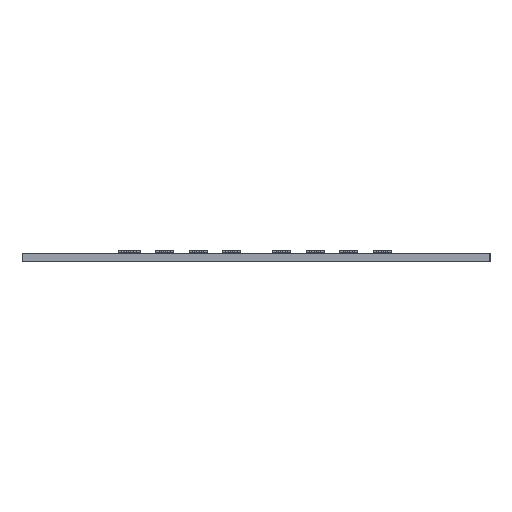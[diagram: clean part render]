
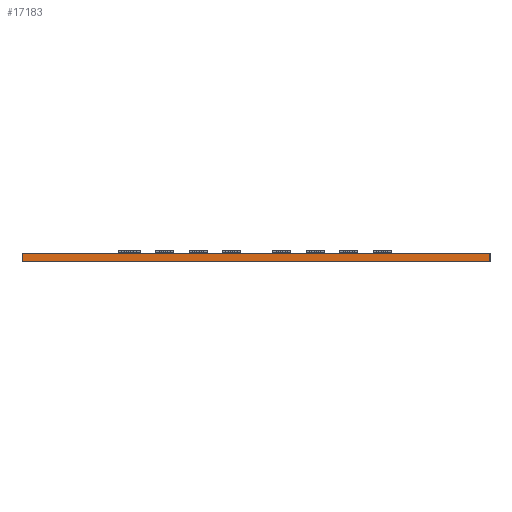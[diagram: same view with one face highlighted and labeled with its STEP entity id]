
A CAD part, left-side view. The second image highlights one B-rep face of the part: STEP entity #17183.
In plain terms, the highlighted planar face has unit normal (-1, 0, 0).
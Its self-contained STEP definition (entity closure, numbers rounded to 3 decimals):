
#17067 = EDGE_CURVE('',#17068,#17070,#17072,.T.);
#17068 = VERTEX_POINT('',#17069);
#17069 = CARTESIAN_POINT('',(128.76,-25.44,0.));
#17070 = VERTEX_POINT('',#17071);
#17071 = CARTESIAN_POINT('',(128.76,-25.44,1.6));
#17072 = SURFACE_CURVE('',#17073,(#17077,#17089),.PCURVE_S1.);
#17073 = LINE('',#17074,#17075);
#17074 = CARTESIAN_POINT('',(128.76,-25.44,0.));
#17075 = VECTOR('',#17076,1.);
#17076 = DIRECTION('',(0.,0.,1.));
#17077 = PCURVE('',#17078,#17083);
#17078 = PLANE('',#17079);
#17079 = AXIS2_PLACEMENT_3D('',#17080,#17081,#17082);
#17080 = CARTESIAN_POINT('',(128.76,-25.44,0.));
#17081 = DIRECTION('',(0.,1.,0.));
#17082 = DIRECTION('',(1.,0.,0.));
#17083 = DEFINITIONAL_REPRESENTATION('',(#17084),#17088);
#17084 = LINE('',#17085,#17086);
#17085 = CARTESIAN_POINT('',(0.,0.));
#17086 = VECTOR('',#17087,1.);
#17087 = DIRECTION('',(0.,-1.));
#17088 = ( GEOMETRIC_REPRESENTATION_CONTEXT(2) 
PARAMETRIC_REPRESENTATION_CONTEXT() REPRESENTATION_CONTEXT('2D SPACE',''
  ) );
#17089 = PCURVE('',#17090,#17095);
#17090 = PLANE('',#17091);
#17091 = AXIS2_PLACEMENT_3D('',#17092,#17093,#17094);
#17092 = CARTESIAN_POINT('',(128.76,-109.32,0.));
#17093 = DIRECTION('',(-1.,0.,0.));
#17094 = DIRECTION('',(0.,1.,0.));
#17095 = DEFINITIONAL_REPRESENTATION('',(#17096),#17100);
#17096 = LINE('',#17097,#17098);
#17097 = CARTESIAN_POINT('',(83.88,0.));
#17098 = VECTOR('',#17099,1.);
#17099 = DIRECTION('',(0.,-1.));
#17100 = ( GEOMETRIC_REPRESENTATION_CONTEXT(2) 
PARAMETRIC_REPRESENTATION_CONTEXT() REPRESENTATION_CONTEXT('2D SPACE',''
  ) );
#17118 = PLANE('',#17119);
#17119 = AXIS2_PLACEMENT_3D('',#17120,#17121,#17122);
#17120 = CARTESIAN_POINT('',(172.38,-67.38,1.6));
#17121 = DIRECTION('',(0.,0.,-1.));
#17122 = DIRECTION('',(-1.,0.,0.));
#17172 = PLANE('',#17173);
#17173 = AXIS2_PLACEMENT_3D('',#17174,#17175,#17176);
#17174 = CARTESIAN_POINT('',(172.38,-67.38,0.));
#17175 = DIRECTION('',(0.,0.,-1.));
#17176 = DIRECTION('',(-1.,0.,0.));
#17183 = ADVANCED_FACE('',(#17184),#17090,.T.);
#17184 = FACE_BOUND('',#17185,.T.);
#17185 = EDGE_LOOP('',(#17186,#17216,#17237,#17238));
#17186 = ORIENTED_EDGE('',*,*,#17187,.T.);
#17187 = EDGE_CURVE('',#17188,#17190,#17192,.T.);
#17188 = VERTEX_POINT('',#17189);
#17189 = CARTESIAN_POINT('',(128.76,-109.32,0.));
#17190 = VERTEX_POINT('',#17191);
#17191 = CARTESIAN_POINT('',(128.76,-109.32,1.6));
#17192 = SURFACE_CURVE('',#17193,(#17197,#17204),.PCURVE_S1.);
#17193 = LINE('',#17194,#17195);
#17194 = CARTESIAN_POINT('',(128.76,-109.32,0.));
#17195 = VECTOR('',#17196,1.);
#17196 = DIRECTION('',(0.,0.,1.));
#17197 = PCURVE('',#17090,#17198);
#17198 = DEFINITIONAL_REPRESENTATION('',(#17199),#17203);
#17199 = LINE('',#17200,#17201);
#17200 = CARTESIAN_POINT('',(0.,0.));
#17201 = VECTOR('',#17202,1.);
#17202 = DIRECTION('',(0.,-1.));
#17203 = ( GEOMETRIC_REPRESENTATION_CONTEXT(2) 
PARAMETRIC_REPRESENTATION_CONTEXT() REPRESENTATION_CONTEXT('2D SPACE',''
  ) );
#17204 = PCURVE('',#17205,#17210);
#17205 = PLANE('',#17206);
#17206 = AXIS2_PLACEMENT_3D('',#17207,#17208,#17209);
#17207 = CARTESIAN_POINT('',(216.,-109.32,0.));
#17208 = DIRECTION('',(0.,-1.,0.));
#17209 = DIRECTION('',(-1.,0.,0.));
#17210 = DEFINITIONAL_REPRESENTATION('',(#17211),#17215);
#17211 = LINE('',#17212,#17213);
#17212 = CARTESIAN_POINT('',(87.24,0.));
#17213 = VECTOR('',#17214,1.);
#17214 = DIRECTION('',(0.,-1.));
#17215 = ( GEOMETRIC_REPRESENTATION_CONTEXT(2) 
PARAMETRIC_REPRESENTATION_CONTEXT() REPRESENTATION_CONTEXT('2D SPACE',''
  ) );
#17216 = ORIENTED_EDGE('',*,*,#17217,.T.);
#17217 = EDGE_CURVE('',#17190,#17070,#17218,.T.);
#17218 = SURFACE_CURVE('',#17219,(#17223,#17230),.PCURVE_S1.);
#17219 = LINE('',#17220,#17221);
#17220 = CARTESIAN_POINT('',(128.76,-109.32,1.6));
#17221 = VECTOR('',#17222,1.);
#17222 = DIRECTION('',(0.,1.,0.));
#17223 = PCURVE('',#17090,#17224);
#17224 = DEFINITIONAL_REPRESENTATION('',(#17225),#17229);
#17225 = LINE('',#17226,#17227);
#17226 = CARTESIAN_POINT('',(0.,-1.6));
#17227 = VECTOR('',#17228,1.);
#17228 = DIRECTION('',(1.,0.));
#17229 = ( GEOMETRIC_REPRESENTATION_CONTEXT(2) 
PARAMETRIC_REPRESENTATION_CONTEXT() REPRESENTATION_CONTEXT('2D SPACE',''
  ) );
#17230 = PCURVE('',#17118,#17231);
#17231 = DEFINITIONAL_REPRESENTATION('',(#17232),#17236);
#17232 = LINE('',#17233,#17234);
#17233 = CARTESIAN_POINT('',(43.62,-41.94));
#17234 = VECTOR('',#17235,1.);
#17235 = DIRECTION('',(0.,1.));
#17236 = ( GEOMETRIC_REPRESENTATION_CONTEXT(2) 
PARAMETRIC_REPRESENTATION_CONTEXT() REPRESENTATION_CONTEXT('2D SPACE',''
  ) );
#17237 = ORIENTED_EDGE('',*,*,#17067,.F.);
#17238 = ORIENTED_EDGE('',*,*,#17239,.F.);
#17239 = EDGE_CURVE('',#17188,#17068,#17240,.T.);
#17240 = SURFACE_CURVE('',#17241,(#17245,#17252),.PCURVE_S1.);
#17241 = LINE('',#17242,#17243);
#17242 = CARTESIAN_POINT('',(128.76,-109.32,0.));
#17243 = VECTOR('',#17244,1.);
#17244 = DIRECTION('',(0.,1.,0.));
#17245 = PCURVE('',#17090,#17246);
#17246 = DEFINITIONAL_REPRESENTATION('',(#17247),#17251);
#17247 = LINE('',#17248,#17249);
#17248 = CARTESIAN_POINT('',(0.,0.));
#17249 = VECTOR('',#17250,1.);
#17250 = DIRECTION('',(1.,0.));
#17251 = ( GEOMETRIC_REPRESENTATION_CONTEXT(2) 
PARAMETRIC_REPRESENTATION_CONTEXT() REPRESENTATION_CONTEXT('2D SPACE',''
  ) );
#17252 = PCURVE('',#17172,#17253);
#17253 = DEFINITIONAL_REPRESENTATION('',(#17254),#17258);
#17254 = LINE('',#17255,#17256);
#17255 = CARTESIAN_POINT('',(43.62,-41.94));
#17256 = VECTOR('',#17257,1.);
#17257 = DIRECTION('',(0.,1.));
#17258 = ( GEOMETRIC_REPRESENTATION_CONTEXT(2) 
PARAMETRIC_REPRESENTATION_CONTEXT() REPRESENTATION_CONTEXT('2D SPACE',''
  ) );
